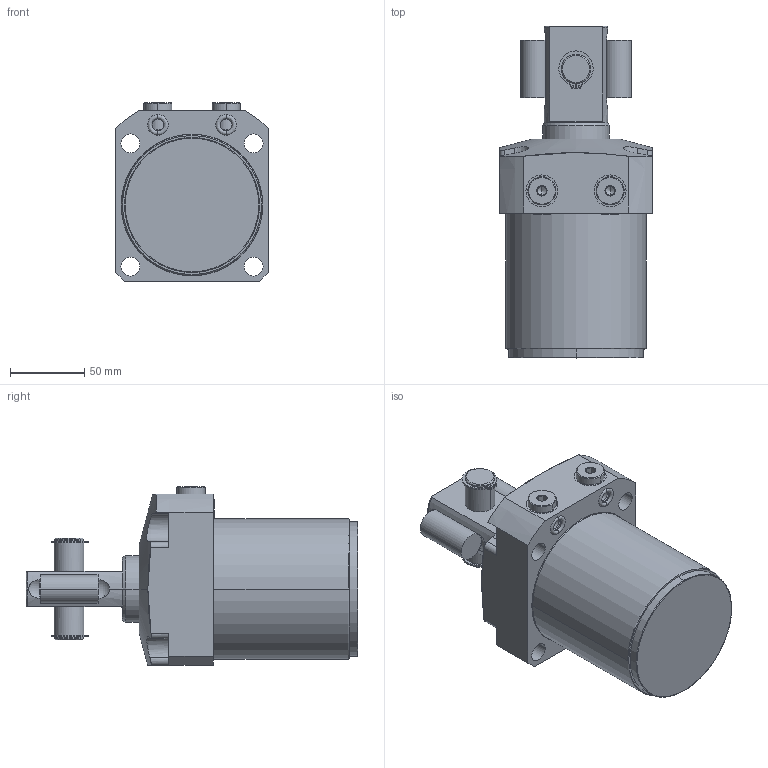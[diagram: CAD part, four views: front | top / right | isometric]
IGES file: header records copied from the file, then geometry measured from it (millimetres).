
Start section:  PTC IGES file: ilcml1408010r0.igs
Global section: file name: ilcml1408010r0.igs; native system: Creo Parametric by Parametric Technology Corporation; preprocessor: 2013320; author: maj; organization: Unknown; date: 20150325.093921; units: millimetre
Bounding box: 103 x 223.75 x 120.55 mm (x, y, z)
Surface area: 98861.2 mm2 (no closed solid volume)
Topology: 0 solids, 0 shells, 239 faces, 1124 edges, 1120 vertices
Faces by surface type: revolution 154, bspline 85
